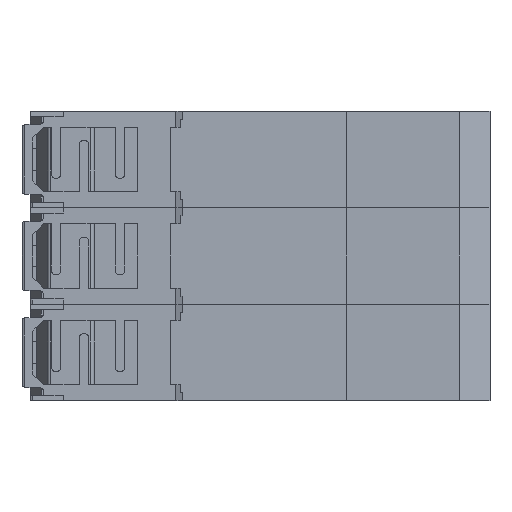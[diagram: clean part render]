
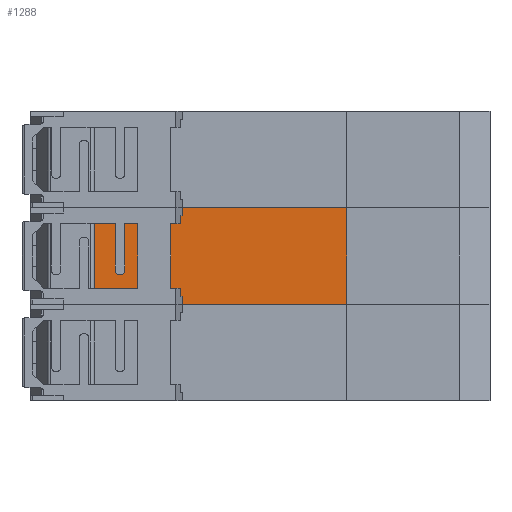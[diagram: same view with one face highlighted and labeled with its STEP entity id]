
A CAD part, front view. The second image highlights one B-rep face of the part: STEP entity #1288.
In plain terms, the highlighted planar face has unit normal (0, -1, 0).
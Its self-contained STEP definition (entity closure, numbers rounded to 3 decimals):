
#1288 = ADVANCED_FACE( '', ( #2716 ), #2717, .T. );
#2716 = FACE_OUTER_BOUND( '', #4836, .T. );
#2717 = PLANE( '', #4837 );
#4836 = EDGE_LOOP( '', ( #8064, #8065, #8066, #8067, #8068, #8069, #8070, #8071 ) );
#4837 = AXIS2_PLACEMENT_3D( '', #8072, #8073, #8074 );
#8064 = ORIENTED_EDGE( '', *, *, #10365, .T. );
#8065 = ORIENTED_EDGE( '', *, *, #10541, .T. );
#8066 = ORIENTED_EDGE( '', *, *, #10542, .T. );
#8067 = ORIENTED_EDGE( '', *, *, #10453, .T. );
#8068 = ORIENTED_EDGE( '', *, *, #9812, .T. );
#8069 = ORIENTED_EDGE( '', *, *, #10343, .T. );
#8070 = ORIENTED_EDGE( '', *, *, #9768, .T. );
#8071 = ORIENTED_EDGE( '', *, *, #10315, .F. );
#8072 = CARTESIAN_POINT( '', ( 47.127, -9.4, 0. ) );
#8073 = DIRECTION( '', ( 0., -1., 0. ) );
#8074 = DIRECTION( '', ( 0., 0., -1. ) );
#9768 = EDGE_CURVE( '', #11489, #11487, #11490, .T. );
#9812 = EDGE_CURVE( '', #11550, #11568, #11570, .T. );
#10315 = EDGE_CURVE( '', #12326, #11487, #12328, .T. );
#10343 = EDGE_CURVE( '', #11568, #11489, #12364, .T. );
#10365 = EDGE_CURVE( '', #12326, #12391, #12393, .T. );
#10453 = EDGE_CURVE( '', #12512, #11550, #12518, .T. );
#10541 = EDGE_CURVE( '', #12391, #12629, #12630, .T. );
#10542 = EDGE_CURVE( '', #12629, #12512, #12631, .T. );
#11487 = VERTEX_POINT( '', #14120 );
#11489 = VERTEX_POINT( '', #14123 );
#11490 = LINE( '', #14124, #14125 );
#11550 = VERTEX_POINT( '', #14209 );
#11568 = VERTEX_POINT( '', #14234 );
#11570 = LINE( '', #14236, #14237 );
#12326 = VERTEX_POINT( '', #15508 );
#12328 = LINE( '', #15511, #15512 );
#12364 = LINE( '', #15564, #15565 );
#12391 = VERTEX_POINT( '', #15604 );
#12393 = LINE( '', #15606, #15607 );
#12512 = VERTEX_POINT( '', #15819 );
#12518 = LINE( '', #15829, #15830 );
#12629 = VERTEX_POINT( '', #15991 );
#12630 = LINE( '', #15992, #15993 );
#12631 = LINE( '', #15994, #15995 );
#14120 = CARTESIAN_POINT( '', ( 47.027, -9.4, 0. ) );
#14123 = CARTESIAN_POINT( '', ( 1.357, -9.4, 0. ) );
#14124 = CARTESIAN_POINT( '', ( 12.127, -9.4, 0. ) );
#14125 = VECTOR( '', #16713, 1000. );
#14209 = CARTESIAN_POINT( '', ( -3.143, -9.4, 1. ) );
#14234 = CARTESIAN_POINT( '', ( 1.357, -9.4, 1. ) );
#14236 = CARTESIAN_POINT( '', ( 1.357, -9.4, 1. ) );
#14237 = VECTOR( '', #16778, 1000. );
#15508 = CARTESIAN_POINT( '', ( 47.027, -9.4, 18. ) );
#15511 = CARTESIAN_POINT( '', ( 47.027, -9.4, 113.477 ) );
#15512 = VECTOR( '', #17210, 1000. );
#15564 = CARTESIAN_POINT( '', ( 1.357, -9.4, 0. ) );
#15565 = VECTOR( '', #17235, 1000. );
#15604 = CARTESIAN_POINT( '', ( 1.357, -9.4, 18. ) );
#15606 = CARTESIAN_POINT( '', ( 47.127, -9.4, 18. ) );
#15607 = VECTOR( '', #17266, 1000. );
#15819 = CARTESIAN_POINT( '', ( -3.143, -9.4, 17. ) );
#15829 = CARTESIAN_POINT( '', ( -3.143, -9.4, 112.361 ) );
#15830 = VECTOR( '', #17351, 1000. );
#15991 = CARTESIAN_POINT( '', ( 1.357, -9.4, 17. ) );
#15992 = CARTESIAN_POINT( '', ( 1.357, -9.4, 0. ) );
#15993 = VECTOR( '', #17424, 1000. );
#15994 = CARTESIAN_POINT( '', ( 1.357, -9.4, 17. ) );
#15995 = VECTOR( '', #17425, 1000. );
#16713 = DIRECTION( '', ( 1., 0., 0. ) );
#16778 = DIRECTION( '', ( 1., 0., 0. ) );
#17210 = DIRECTION( '', ( 0., 0., -1. ) );
#17235 = DIRECTION( '', ( 0., 0., -1. ) );
#17266 = DIRECTION( '', ( -1., 0., 0. ) );
#17351 = DIRECTION( '', ( 0., 0., -1. ) );
#17424 = DIRECTION( '', ( 0., 0., -1. ) );
#17425 = DIRECTION( '', ( -1., 0., 0. ) );
